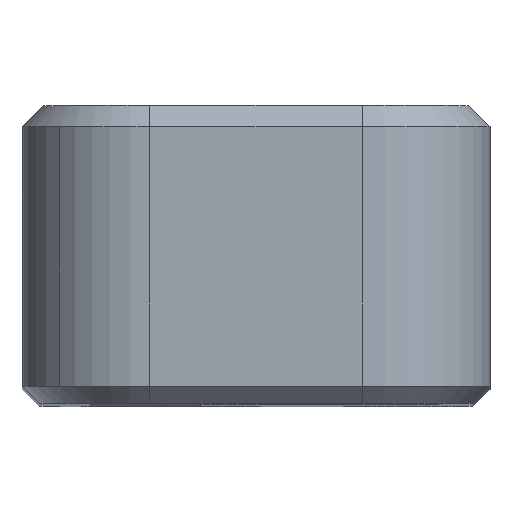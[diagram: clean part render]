
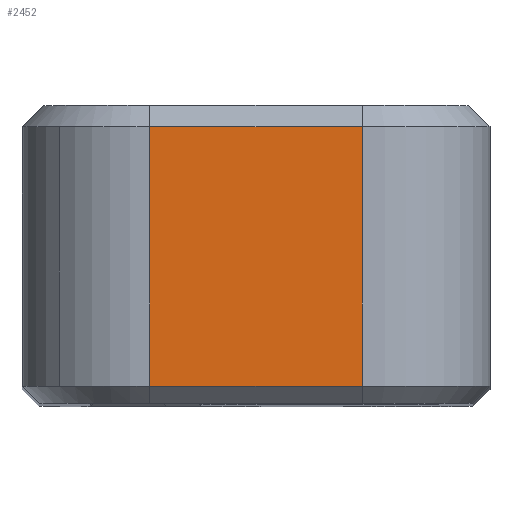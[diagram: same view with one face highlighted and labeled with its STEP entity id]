
A CAD part, top view. The second image highlights one B-rep face of the part: STEP entity #2452.
In plain terms, the highlighted planar face has unit normal (0, 0, 1).
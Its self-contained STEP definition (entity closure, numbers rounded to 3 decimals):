
#2413=CARTESIAN_POINT('',(10.5,-7.5,93.15));
#2414=DIRECTION('',(-0.,-0.,1.));
#2415=DIRECTION('',(-1.,0.,0.));
#2416=AXIS2_PLACEMENT_3D('',#2413,#2414,#2415);
#2417=PLANE('',#2416);
#2418=CARTESIAN_POINT('',(-0.5,-18.1,93.15));
#2419=VERTEX_POINT('',#2418);
#2420=CARTESIAN_POINT('',(-0.5,-12.,93.15));
#2421=VERTEX_POINT('',#2420);
#2422=CARTESIAN_POINT('',(-0.5,-18.1,93.15));
#2423=DIRECTION('',(0.,1.,0.));
#2424=VECTOR('',#2423,6.1);
#2425=LINE('',#2422,#2424);
#2426=EDGE_CURVE('',#2419,#2421,#2425,.T.);
#2427=ORIENTED_EDGE('',*,*,#2426,.F.);
#2428=CARTESIAN_POINT('',(4.5,-18.1,93.15));
#2429=VERTEX_POINT('',#2428);
#2430=CARTESIAN_POINT('',(-0.5,-18.1,93.15));
#2431=DIRECTION('',(1.,-0.,-0.));
#2432=VECTOR('',#2431,5.);
#2433=LINE('',#2430,#2432);
#2434=EDGE_CURVE('',#2419,#2429,#2433,.T.);
#2435=ORIENTED_EDGE('',*,*,#2434,.T.);
#2436=CARTESIAN_POINT('',(4.5,-12.,93.15));
#2437=VERTEX_POINT('',#2436);
#2438=CARTESIAN_POINT('',(4.5,-18.1,93.15));
#2439=DIRECTION('',(0.,1.,0.));
#2440=VECTOR('',#2439,6.1);
#2441=LINE('',#2438,#2440);
#2442=EDGE_CURVE('',#2429,#2437,#2441,.T.);
#2443=ORIENTED_EDGE('',*,*,#2442,.T.);
#2444=CARTESIAN_POINT('',(4.5,-12.,93.15));
#2445=DIRECTION('',(-1.,0.,0.));
#2446=VECTOR('',#2445,5.);
#2447=LINE('',#2444,#2446);
#2448=EDGE_CURVE('',#2437,#2421,#2447,.T.);
#2449=ORIENTED_EDGE('',*,*,#2448,.T.);
#2450=EDGE_LOOP('',(#2427,#2435,#2443,#2449));
#2451=FACE_BOUND('',#2450,.T.);
#2452=ADVANCED_FACE('',(#2451),#2417,.T.);
